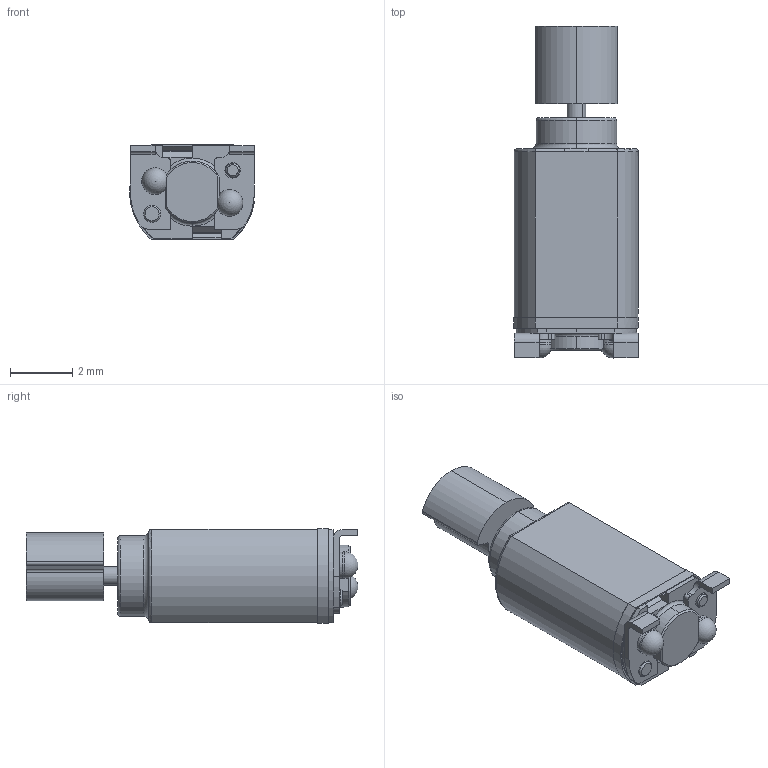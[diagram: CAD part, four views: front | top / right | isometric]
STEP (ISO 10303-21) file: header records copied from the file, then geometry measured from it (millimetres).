
FILE_DESCRIPTION (( 'STEP AP214' ), '1' );
FILE_NAME ('軞蚾饜.STEP', '2019-11-07T05:20:18', ( 'PC' ), ( 'Microsoft' ), 'SwSTEP 2.0', 'SolidWorks 2017', '' );
FILE_SCHEMA (( 'AUTOMOTIVE_DESIGN' ));
Length unit declared in the file: millimetre
Products named in the file (1): 軞蚾饜
Bounding box: 4.03 x 10.7 x 3.05 mm (x, y, z)
Volume: 44.1 mm3; surface area: 359 mm2
Topology: 14 solids, 14 shells, 358 faces, 913 edges, 589 vertices
Faces by surface type: plane 184, cylinder 111, cone 35, torus 19, bspline 5, sphere 4
Entity records: 15315 total; most frequent: CARTESIAN_POINT 2385, DIRECTION 1868, ORIENTED_EDGE 1810, EDGE_CURVE 905, AXIS2_PLACEMENT_3D 652, VERTEX_POINT 585, VECTOR 564, LINE 564
